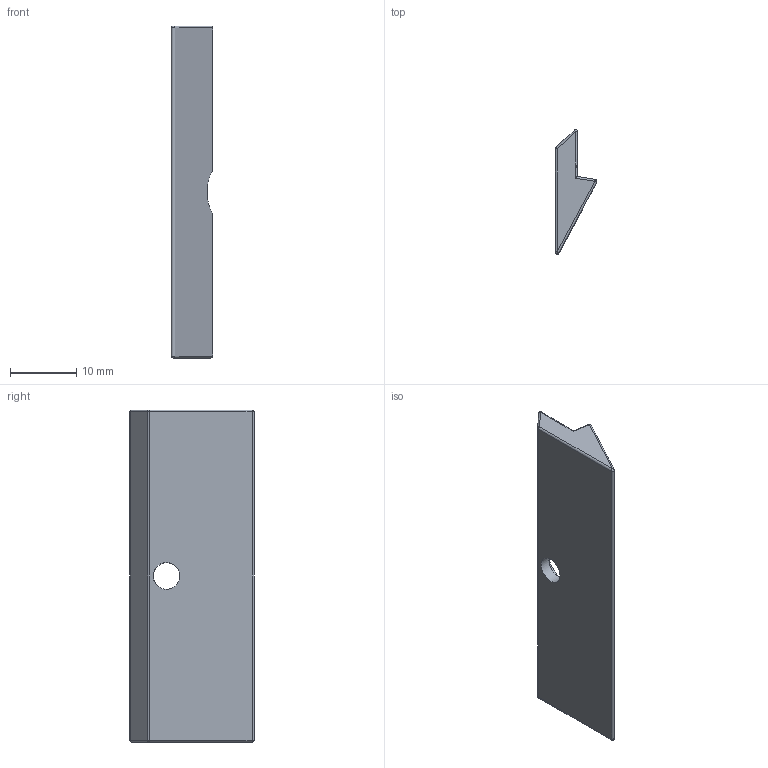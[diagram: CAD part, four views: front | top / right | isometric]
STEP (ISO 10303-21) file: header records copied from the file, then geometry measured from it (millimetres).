
FILE_DESCRIPTION(('FreeCAD Model'),'2;1');
FILE_NAME('Open CASCADE Shape Model','2021-02-28T13:44:07',('Author'),( ''),'Open CASCADE STEP processor 7.3','FreeCAD','Unknown');
FILE_SCHEMA(('AUTOMOTIVE_DESIGN { 1 0 10303 214 1 1 1 1 }'));
Length unit declared in the file: millimetre
Products named in the file (1): Cut002
Bounding box: 6.3 x 18.69 x 50 mm (x, y, z)
Volume: 2891.8 mm3; surface area: 2309.7 mm2
Topology: 1 solids, 1 shells, 34 faces, 79 edges, 39 vertices
Faces by surface type: bspline 15, sphere 8, extrusion 6, plane 3, cylinder 2
Full cylindrical faces by diameter (mm): 4 x1, 8 x1
Entity records: 1387 total; most frequent: CARTESIAN_POINT 767, ORIENTED_EDGE 142, DIRECTION 90, EDGE_CURVE 71, B_SPLINE_CURVE_WITH_KNOTS 47, AXIS2_PLACEMENT_3D 40, VERTEX_POINT 39, FACE_BOUND 36
